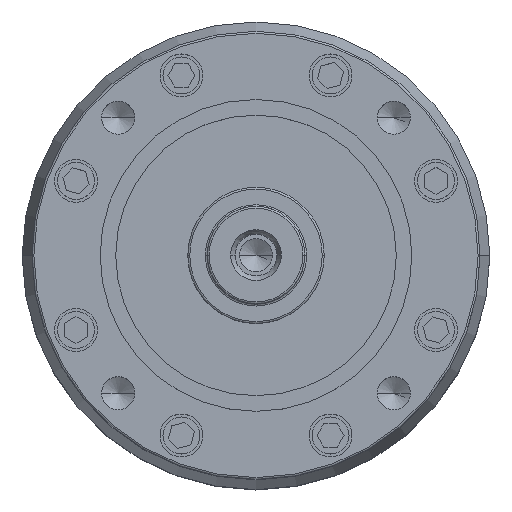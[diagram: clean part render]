
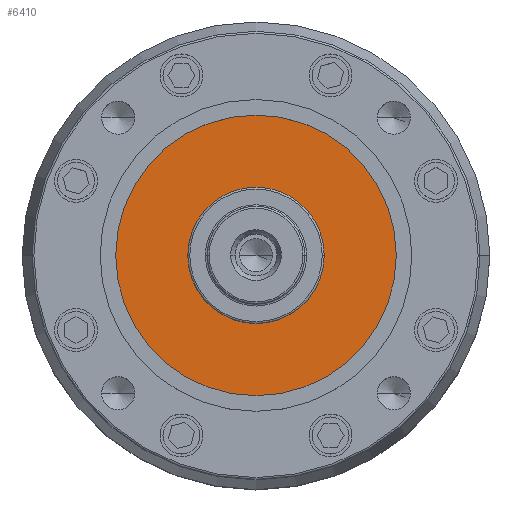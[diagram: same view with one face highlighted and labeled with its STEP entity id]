
A CAD part, top view. The second image highlights one B-rep face of the part: STEP entity #6410.
In plain terms, the highlighted planar face has unit normal (0, 0, 1).
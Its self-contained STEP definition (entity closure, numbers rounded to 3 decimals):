
#15 = CARTESIAN_POINT ( 'NONE',  ( 0., 0., 113. ) ) ;
#295 = EDGE_CURVE ( 'NONE', #3025, #2016, #6385, .T. ) ;
#583 = CARTESIAN_POINT ( 'NONE',  ( 0., 0., 113. ) ) ;
#603 = DIRECTION ( 'NONE',  ( 0., 0., 1. ) ) ;
#612 = AXIS2_PLACEMENT_3D ( 'NONE', #5477, #1806, #6098 ) ;
#633 = VERTEX_POINT ( 'NONE', #7579 ) ;
#644 = DIRECTION ( 'NONE',  ( 1., 0., 0. ) ) ;
#1335 = AXIS2_PLACEMENT_3D ( 'NONE', #1394, #5670, #2018 ) ;
#1394 = CARTESIAN_POINT ( 'NONE',  ( 0., 0., 113. ) ) ;
#1806 = DIRECTION ( 'NONE',  ( 0., 0., 1. ) ) ;
#1930 = CARTESIAN_POINT ( 'NONE',  ( 17.5, 0., 113. ) ) ;
#1951 = CIRCLE ( 'NONE', #1335, 17.5 ) ;
#2016 = VERTEX_POINT ( 'NONE', #1930 ) ;
#2018 = DIRECTION ( 'NONE',  ( 1., 0., 0. ) ) ;
#2107 = EDGE_LOOP ( 'NONE', ( #6974, #4509 ) ) ;
#2466 = FACE_OUTER_BOUND ( 'NONE', #4888, .T. ) ;
#2501 = CARTESIAN_POINT ( 'NONE',  ( -36., 0., 113. ) ) ;
#2938 = EDGE_CURVE ( 'NONE', #633, #3328, #6408, .T. ) ;
#3025 = VERTEX_POINT ( 'NONE', #7448 ) ;
#3328 = VERTEX_POINT ( 'NONE', #2501 ) ;
#3347 = CIRCLE ( 'NONE', #612, 36. ) ;
#3479 = ORIENTED_EDGE ( 'NONE', *, *, #2938, .T. ) ;
#3981 = AXIS2_PLACEMENT_3D ( 'NONE', #6354, #7811, #7930 ) ;
#4344 = DIRECTION ( 'NONE',  ( 0., 0., 1. ) ) ;
#4509 = ORIENTED_EDGE ( 'NONE', *, *, #7624, .F. ) ;
#4715 = EDGE_CURVE ( 'NONE', #3328, #633, #3347, .T. ) ;
#4888 = EDGE_LOOP ( 'NONE', ( #3479, #7799 ) ) ;
#4911 = DIRECTION ( 'NONE',  ( 1., 0., 0. ) ) ;
#5353 = AXIS2_PLACEMENT_3D ( 'NONE', #583, #603, #4911 ) ;
#5477 = CARTESIAN_POINT ( 'NONE',  ( 0., 0., 113. ) ) ;
#5670 = DIRECTION ( 'NONE',  ( 0., 0., 1. ) ) ;
#5687 = FACE_BOUND ( 'NONE', #2107, .T. ) ;
#6098 = DIRECTION ( 'NONE',  ( 1., 0., 0. ) ) ;
#6354 = CARTESIAN_POINT ( 'NONE',  ( 0., 0., 113. ) ) ;
#6385 = CIRCLE ( 'NONE', #3981, 17.5 ) ;
#6408 = CIRCLE ( 'NONE', #7031, 36. ) ;
#6410 = ADVANCED_FACE ( 'NONE', ( #5687, #2466 ), #7343, .T. ) ;
#6974 = ORIENTED_EDGE ( 'NONE', *, *, #295, .F. ) ;
#7031 = AXIS2_PLACEMENT_3D ( 'NONE', #15, #4344, #644 ) ;
#7343 = PLANE ( 'NONE',  #5353 ) ;
#7448 = CARTESIAN_POINT ( 'NONE',  ( -17.5, 0., 113. ) ) ;
#7579 = CARTESIAN_POINT ( 'NONE',  ( 36., 0., 113. ) ) ;
#7624 = EDGE_CURVE ( 'NONE', #2016, #3025, #1951, .T. ) ;
#7799 = ORIENTED_EDGE ( 'NONE', *, *, #4715, .T. ) ;
#7811 = DIRECTION ( 'NONE',  ( 0., 0., 1. ) ) ;
#7930 = DIRECTION ( 'NONE',  ( 1., 0., 0. ) ) ;
